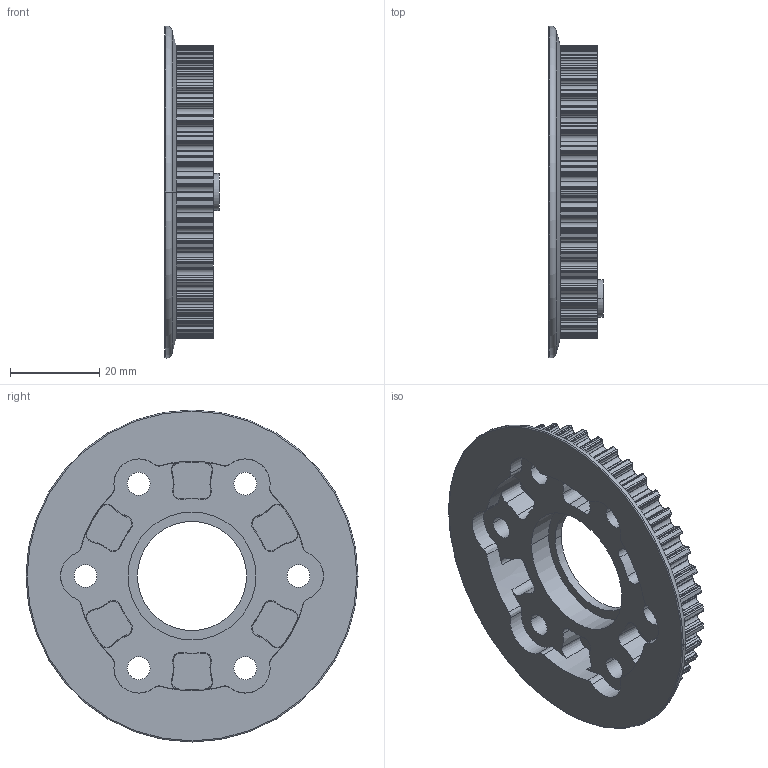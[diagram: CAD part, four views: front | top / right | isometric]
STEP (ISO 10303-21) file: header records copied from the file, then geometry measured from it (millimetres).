
FILE_DESCRIPTION (( 'STEP AP214' ), '1' );
FILE_NAME ('42 tooth HTD Pulley half 2020.STEP', '2025-01-07T21:06:09', ( '' ), ( '' ), 'SwSTEP 2.0', 'SolidWorks 2024', '' );
FILE_SCHEMA (( 'AUTOMOTIVE_DESIGN' ));
Length unit declared in the file: inch
Products named in the file (1): 42 tooth HTD Pulley half 2020
Bounding box: 12.14 x 74.23 x 74.23 mm (x, y, z)
Volume: 21130.5 mm3; surface area: 13356.2 mm2
Topology: 1 solids, 1 shells, 910 faces, 2624 edges, 1720 vertices
Faces by surface type: cylinder 698, plane 138, cone 58, bspline 12, torus 4
Entity records: 31135 total; most frequent: DIRECTION 6074, CARTESIAN_POINT 5675, ORIENTED_EDGE 5248, EDGE_CURVE 2624, AXIS2_PLACEMENT_3D 2599, VERTEX_POINT 1720, CIRCLE 1700, EDGE_LOOP 928
